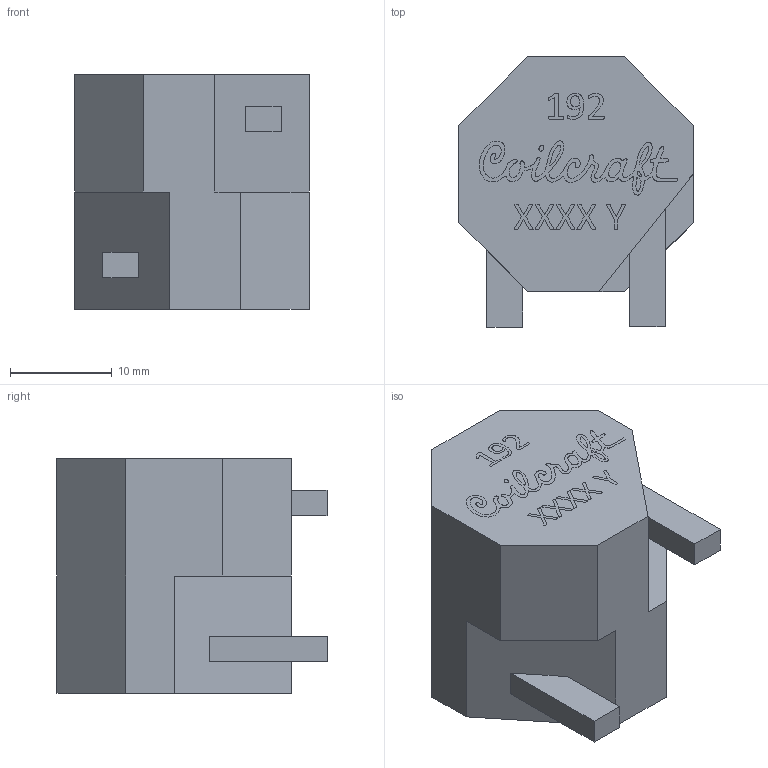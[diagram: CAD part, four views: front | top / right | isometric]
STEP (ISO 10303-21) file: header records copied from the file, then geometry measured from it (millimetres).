
FILE_DESCRIPTION (( 'STEP AP214' ), '1' );
FILE_NAME ('Coilcraft-AGM2222-192.STEP', '2019-10-25T19:39:29', ( '' ), ( '' ), 'SwSTEP 2.0', 'SolidWorks 2019', '' );
FILE_SCHEMA (( 'AUTOMOTIVE_DESIGN' ));
Length unit declared in the file: millimetre
Products named in the file (1): Coilcraft-AGM2222-192
Bounding box: 23 x 26.5 x 23 mm (x, y, z)
Volume: 9543.7 mm3; surface area: 2799.4 mm2
Topology: 1 solids, 1 shells, 40 faces, 358 edges, 338 vertices
Faces by surface type: plane 40
Entity records: 6812 total; most frequent: CARTESIAN_POINT 4347, ORIENTED_EDGE 716, EDGE_CURVE 358, VERTEX_POINT 338, B_SPLINE_CURVE_WITH_KNOTS 299, DIRECTION 141, VECTOR 59, LINE 59
